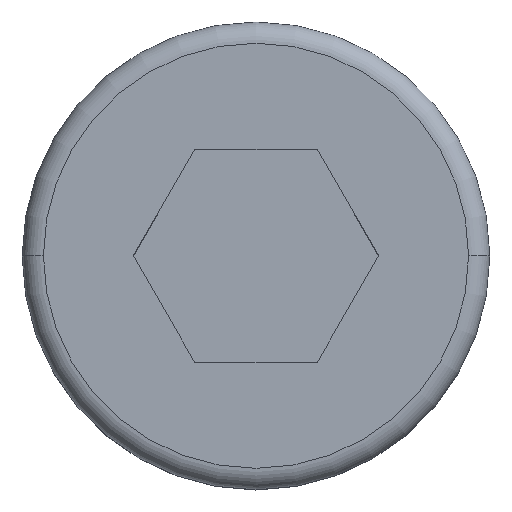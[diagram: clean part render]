
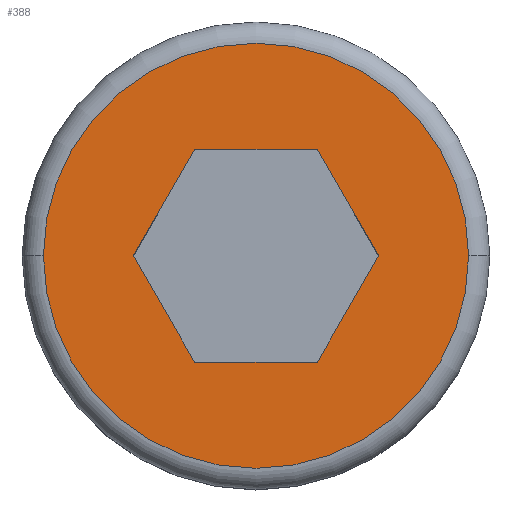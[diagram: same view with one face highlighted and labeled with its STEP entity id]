
A CAD part, top view. The second image highlights one B-rep face of the part: STEP entity #388.
In plain terms, the highlighted planar face has unit normal (0, 0, 1).
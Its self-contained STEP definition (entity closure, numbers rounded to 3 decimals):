
#1 = CARTESIAN_POINT ( 'NONE',  ( 2.5, 0., 3. ) ) ;
#6 = CARTESIAN_POINT ( 'NONE',  ( 0.722, 1.25, 3. ) ) ;
#21 = AXIS2_PLACEMENT_3D ( 'NONE', #578, #193, #145 ) ;
#27 = EDGE_LOOP ( 'NONE', ( #597, #275, #334, #271, #603, #439 ) ) ;
#52 = DIRECTION ( 'NONE',  ( 1., 0., 0. ) ) ;
#57 = EDGE_CURVE ( 'NONE', #399, #166, #341, .T. ) ;
#70 = VECTOR ( 'NONE', #519, 1000. ) ;
#74 = EDGE_CURVE ( 'NONE', #324, #458, #282, .T. ) ;
#87 = ORIENTED_EDGE ( 'NONE', *, *, #556, .T. ) ;
#96 = LINE ( 'NONE', #286, #182 ) ;
#100 = CIRCLE ( 'NONE', #21, 2.5 ) ;
#103 = VECTOR ( 'NONE', #233, 1000. ) ;
#122 = FACE_BOUND ( 'NONE', #27, .T. ) ;
#136 = VERTEX_POINT ( 'NONE', #1 ) ;
#141 = DIRECTION ( 'NONE',  ( 0., 0., 1. ) ) ;
#145 = DIRECTION ( 'NONE',  ( 1., 0., 0. ) ) ;
#151 = VERTEX_POINT ( 'NONE', #472 ) ;
#154 = VECTOR ( 'NONE', #479, 1000. ) ;
#155 = EDGE_CURVE ( 'NONE', #136, #151, #100, .T. ) ;
#166 = VERTEX_POINT ( 'NONE', #383 ) ;
#178 = EDGE_CURVE ( 'NONE', #458, #254, #380, .T. ) ;
#182 = VECTOR ( 'NONE', #476, 1000. ) ;
#183 = CARTESIAN_POINT ( 'NONE',  ( 0., 0., 3. ) ) ;
#189 = EDGE_CURVE ( 'NONE', #166, #496, #96, .T. ) ;
#193 = DIRECTION ( 'NONE',  ( 0., 0., 1. ) ) ;
#208 = AXIS2_PLACEMENT_3D ( 'NONE', #183, #372, #447 ) ;
#233 = DIRECTION ( 'NONE',  ( -1., 0., 0. ) ) ;
#247 = DIRECTION ( 'NONE',  ( 1., 0., 0. ) ) ;
#252 = LINE ( 'NONE', #351, #464 ) ;
#254 = VERTEX_POINT ( 'NONE', #489 ) ;
#271 = ORIENTED_EDGE ( 'NONE', *, *, #285, .F. ) ;
#275 = ORIENTED_EDGE ( 'NONE', *, *, #189, .F. ) ;
#282 = LINE ( 'NONE', #6, #103 ) ;
#285 = EDGE_CURVE ( 'NONE', #254, #399, #537, .T. ) ;
#286 = CARTESIAN_POINT ( 'NONE',  ( 0.722, -1.25, 3. ) ) ;
#302 = EDGE_CURVE ( 'NONE', #496, #324, #252, .T. ) ;
#307 = VECTOR ( 'NONE', #247, 1000. ) ;
#308 = CARTESIAN_POINT ( 'NONE',  ( -0.722, -1.25, 3. ) ) ;
#309 = ORIENTED_EDGE ( 'NONE', *, *, #155, .T. ) ;
#324 = VERTEX_POINT ( 'NONE', #587 ) ;
#332 = CARTESIAN_POINT ( 'NONE',  ( -0.722, 1.25, 3. ) ) ;
#334 = ORIENTED_EDGE ( 'NONE', *, *, #57, .F. ) ;
#341 = LINE ( 'NONE', #513, #307 ) ;
#351 = CARTESIAN_POINT ( 'NONE',  ( 1.443, 0., 3. ) ) ;
#360 = CARTESIAN_POINT ( 'NONE',  ( -0.722, 1.25, 3. ) ) ;
#372 = DIRECTION ( 'NONE',  ( 0., 0., 1. ) ) ;
#380 = LINE ( 'NONE', #332, #70 ) ;
#383 = CARTESIAN_POINT ( 'NONE',  ( 0.722, -1.25, 3. ) ) ;
#388 = ADVANCED_FACE ( 'NONE', ( #122, #504 ), #414, .T. ) ;
#399 = VERTEX_POINT ( 'NONE', #308 ) ;
#400 = CARTESIAN_POINT ( 'NONE',  ( -1.443, 0., 3. ) ) ;
#414 = PLANE ( 'NONE',  #208 ) ;
#439 = ORIENTED_EDGE ( 'NONE', *, *, #74, .F. ) ;
#447 = DIRECTION ( 'NONE',  ( 1., 0., 0. ) ) ;
#454 = EDGE_LOOP ( 'NONE', ( #309, #87 ) ) ;
#458 = VERTEX_POINT ( 'NONE', #360 ) ;
#460 = CARTESIAN_POINT ( 'NONE',  ( 0., 0., 3. ) ) ;
#464 = VECTOR ( 'NONE', #541, 1000. ) ;
#472 = CARTESIAN_POINT ( 'NONE',  ( -2.5, 0., 3. ) ) ;
#476 = DIRECTION ( 'NONE',  ( 0.5, 0.866, 0. ) ) ;
#479 = DIRECTION ( 'NONE',  ( 0.5, -0.866, 0. ) ) ;
#489 = CARTESIAN_POINT ( 'NONE',  ( -1.443, 0., 3. ) ) ;
#496 = VERTEX_POINT ( 'NONE', #601 ) ;
#504 = FACE_OUTER_BOUND ( 'NONE', #454, .T. ) ;
#513 = CARTESIAN_POINT ( 'NONE',  ( -0.722, -1.25, 3. ) ) ;
#519 = DIRECTION ( 'NONE',  ( -0.5, -0.866, 0. ) ) ;
#535 = AXIS2_PLACEMENT_3D ( 'NONE', #460, #141, #52 ) ;
#537 = LINE ( 'NONE', #400, #154 ) ;
#541 = DIRECTION ( 'NONE',  ( -0.5, 0.866, 0. ) ) ;
#556 = EDGE_CURVE ( 'NONE', #151, #136, #595, .T. ) ;
#578 = CARTESIAN_POINT ( 'NONE',  ( 0., 0., 3. ) ) ;
#587 = CARTESIAN_POINT ( 'NONE',  ( 0.722, 1.25, 3. ) ) ;
#595 = CIRCLE ( 'NONE', #535, 2.5 ) ;
#597 = ORIENTED_EDGE ( 'NONE', *, *, #302, .F. ) ;
#601 = CARTESIAN_POINT ( 'NONE',  ( 1.443, 0., 3. ) ) ;
#603 = ORIENTED_EDGE ( 'NONE', *, *, #178, .F. ) ;
